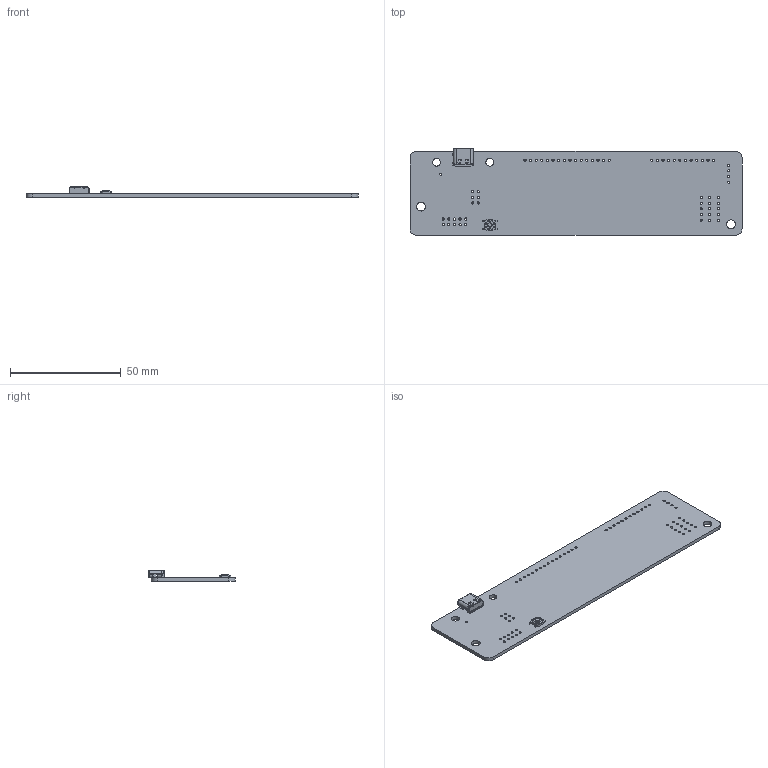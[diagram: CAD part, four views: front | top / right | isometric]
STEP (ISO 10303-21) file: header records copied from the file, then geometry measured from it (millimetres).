
FILE_DESCRIPTION(('KiCad electronic assembly'),'2;1');
FILE_NAME('modelh.step','2022-01-14T16:38:20',('Pcbnew'),('Kicad'), 'Open CASCADE STEP processor 7.6','KiCad to STEP converter','Unknown' );
FILE_SCHEMA(('AUTOMOTIVE_DESIGN { 1 0 10303 214 1 1 1 1 }'));
Length unit declared in the file: millimetre
Products named in the file (9): modelh 1; Tactile_SMD_5x5mm; SOLID; HRO_TYPE-C-31-M-12; modelh PCB
Assembly tree (8 placements, depth 3):
  modelh 1
    Tactile_SMD_5x5mm
      SOLID
    HRO_TYPE-C-31-M-12
      SOLID
      SOLID
      SOLID
      SOLID
    modelh PCB
Bounding box: 150 x 39.2 x 4.81 mm (x, y, z)
Volume: 9073.5 mm3; surface area: 12807.9 mm2
Topology: 6 solids, 6 shells, 738 faces, 1911 edges, 1166 vertices
Faces by surface type: bspline 642, cylinder 82, plane 14
Full cylindrical faces by diameter (mm): 0.65 x2, 1 x54, 1.016 x10, 3.5 x2, 4 x2
Entity records: 44438 total; most frequent: CARTESIAN_POINT 18201, B_SPLINE_CURVE_WITH_KNOTS 4165, ORIENTED_EDGE 3758, PCURVE 3758, DEFINITIONAL_REPRESENTATION 3758, EDGE_CURVE 1879, SURFACE_CURVE 1805, VERTEX_POINT 1166
